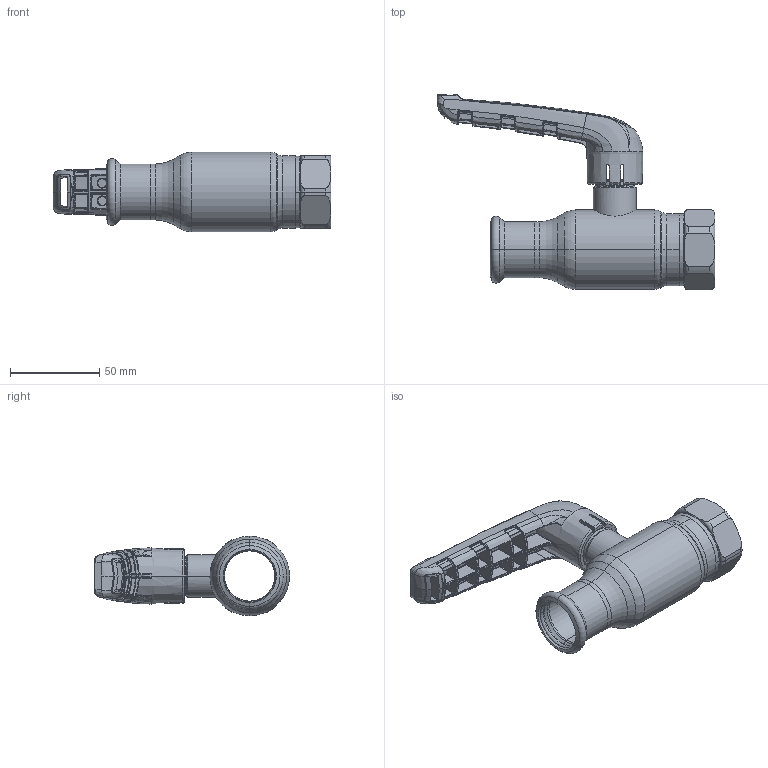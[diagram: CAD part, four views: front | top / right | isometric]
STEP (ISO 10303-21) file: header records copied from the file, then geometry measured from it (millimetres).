
FILE_DESCRIPTION (( 'STEP AP214' ), '1' );
FILE_NAME ('2025001000-xxxx.step', '2019-05-09T11:05:07', ( '' ), ( '' ), 'SwSTEP 2.0', 'SolidWorks 2017', '' );
FILE_SCHEMA (( 'AUTOMOTIVE_DESIGN' ));
Length unit declared in the file: millimetre
Products named in the file (1): 2025001000-xxxx
Bounding box: 155.57 x 109.61 x 44.5 mm (x, y, z)
Surface area: 41612.2 mm2 (no closed solid volume)
Topology: 0 solids, 8 shells, 771 faces, 2492 edges, 1624 vertices
Faces by surface type: bspline 603, plane 60, cylinder 43, torus 32, cone 25, sphere 8
Entity records: 60616 total; most frequent: CARTESIAN_POINT 36114, ORIENTED_EDGE 4116, EDGE_CURVE 2484, B_SPLINE_CURVE_WITH_KNOTS 1733, DIRECTION 1676, VERTEX_POINT 1622, EDGE_LOOP 790, UNCERTAINTY_MEASURE_WITH_UNIT 773
